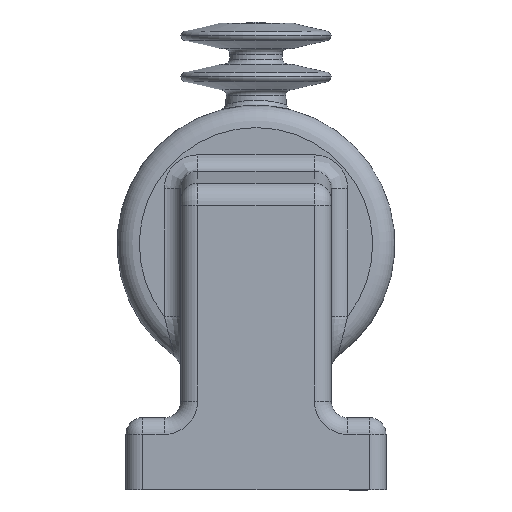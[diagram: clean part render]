
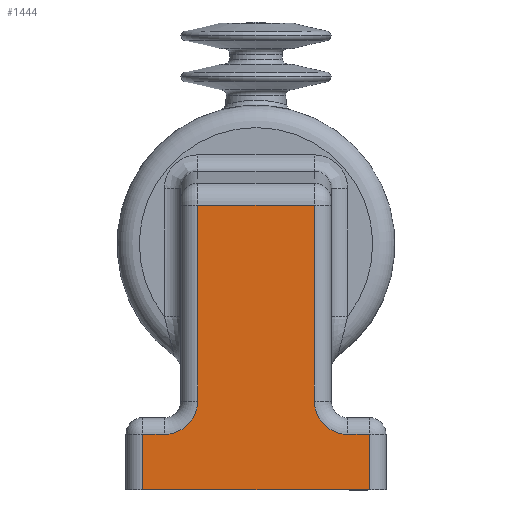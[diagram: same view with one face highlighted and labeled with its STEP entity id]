
A CAD part, left-side view. The second image highlights one B-rep face of the part: STEP entity #1444.
In plain terms, the highlighted planar face has unit normal (-1, 0, 0).
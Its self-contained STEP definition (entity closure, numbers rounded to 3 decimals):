
#1444=ADVANCED_FACE('',(#12556),#12558,.T.);
#12556=FACE_BOUND('',#12557,.T.);
#12557=EDGE_LOOP('',(#20056,#20057,#20058,#20059,#20060,#20061,#20062,#20063,#20064,
#20065));
#12558=PLANE('',#12559);
#12559=AXIS2_PLACEMENT_3D('',#12560,#12561,#12562);
#12560=CARTESIAN_POINT('',(-170.,0.,-273.));
#12561=DIRECTION('',(-1.,0.,0.));
#12562=DIRECTION('',(0.,0.,1.));
#20056=ORIENTED_EDGE('',*,*,#24897,.F.);
#20057=ORIENTED_EDGE('',*,*,#24205,.F.);
#20058=ORIENTED_EDGE('',*,*,#24896,.F.);
#20059=ORIENTED_EDGE('',*,*,#24898,.F.);
#20060=ORIENTED_EDGE('',*,*,#24899,.F.);
#20061=ORIENTED_EDGE('',*,*,#24245,.T.);
#20062=ORIENTED_EDGE('',*,*,#24900,.T.);
#20063=ORIENTED_EDGE('',*,*,#24228,.F.);
#20064=ORIENTED_EDGE('',*,*,#24901,.F.);
#20065=ORIENTED_EDGE('',*,*,#24902,.F.);
#24205=EDGE_CURVE('',#26837,#26839,#26840,.T.);
#24228=EDGE_CURVE('',#26880,#26881,#26882,.T.);
#24245=EDGE_CURVE('',#26904,#26901,#26905,.T.);
#24896=EDGE_CURVE('',#28169,#26837,#28171,.T.);
#24897=EDGE_CURVE('',#26839,#28172,#28173,.T.);
#24898=EDGE_CURVE('',#28174,#28169,#28175,.T.);
#24899=EDGE_CURVE('',#26904,#28174,#28176,.F.);
#24900=EDGE_CURVE('',#26901,#26881,#28177,.T.);
#24901=EDGE_CURVE('',#28178,#26880,#28179,.F.);
#24902=EDGE_CURVE('',#28172,#28178,#28180,.T.);
#26837=VERTEX_POINT('',#31655);
#26839=VERTEX_POINT('',#31660);
#26840=LINE('',#31661,#31662);
#26880=VERTEX_POINT('',#31761);
#26881=VERTEX_POINT('',#31762);
#26882=LINE('',#31763,#31764);
#26901=VERTEX_POINT('',#31823);
#26904=VERTEX_POINT('',#31832);
#26905=LINE('',#31833,#31834);
#28169=VERTEX_POINT('',#34736);
#28171=LINE('',#34741,#34742);
#28172=VERTEX_POINT('',#34744);
#28173=LINE('',#34745,#34746);
#28174=VERTEX_POINT('',#34748);
#28175=LINE('',#34749,#34750);
#28176=CIRCLE('',#34752,30.);
#28177=LINE('',#34756,#34757);
#28178=VERTEX_POINT('',#34759);
#28179=CIRCLE('',#34760,30.);
#28180=LINE('',#34764,#34765);
#31655=CARTESIAN_POINT('',(-170.,-34.5,-273.));
#31660=CARTESIAN_POINT('',(-170.,169.5,-273.));
#31661=CARTESIAN_POINT('',(-170.,-34.5,-273.));
#31662=VECTOR('',#31663,1.);
#31663=DIRECTION('',(0.,1.,0.));
#31761=CARTESIAN_POINT('',(-170.,120.,-193.));
#31762=CARTESIAN_POINT('',(-170.,120.,-16.782));
#31763=CARTESIAN_POINT('',(-170.,120.,-193.));
#31764=VECTOR('',#31765,1.);
#31765=DIRECTION('',(0.,0.,1.));
#31823=CARTESIAN_POINT('',(-170.,15.,-16.782));
#31832=CARTESIAN_POINT('',(-170.,15.,-193.));
#31833=CARTESIAN_POINT('',(-170.,15.,-193.));
#31834=VECTOR('',#31835,1.);
#31835=DIRECTION('',(0.,0.,1.));
#34736=CARTESIAN_POINT('',(-170.,-34.5,-223.));
#34741=CARTESIAN_POINT('',(-170.,-34.5,-223.));
#34742=VECTOR('',#34743,1.);
#34743=DIRECTION('',(0.,0.,-1.));
#34744=CARTESIAN_POINT('',(-170.,169.5,-223.));
#34745=CARTESIAN_POINT('',(-170.,169.5,-273.));
#34746=VECTOR('',#34747,1.);
#34747=DIRECTION('',(0.,0.,1.));
#34748=CARTESIAN_POINT('',(-170.,-15.,-223.));
#34749=CARTESIAN_POINT('',(-170.,-15.,-223.));
#34750=VECTOR('',#34751,1.);
#34751=DIRECTION('',(0.,-1.,0.));
#34752=AXIS2_PLACEMENT_3D('',#34753,#34754,#34755);
#34753=CARTESIAN_POINT('',(-170.,-15.,-193.));
#34754=DIRECTION('',(1.,-0.,0.));
#34755=DIRECTION('',(0.,0.,-1.));
#34756=CARTESIAN_POINT('',(-170.,15.,-16.782));
#34757=VECTOR('',#34758,1.);
#34758=DIRECTION('',(0.,1.,0.));
#34759=CARTESIAN_POINT('',(-170.,150.,-223.));
#34760=AXIS2_PLACEMENT_3D('',#34761,#34762,#34763);
#34761=CARTESIAN_POINT('',(-170.,150.,-193.));
#34762=DIRECTION('',(1.,0.,0.));
#34763=DIRECTION('',(0.,-1.,0.));
#34764=CARTESIAN_POINT('',(-170.,169.5,-223.));
#34765=VECTOR('',#34766,1.);
#34766=DIRECTION('',(0.,-1.,0.));
